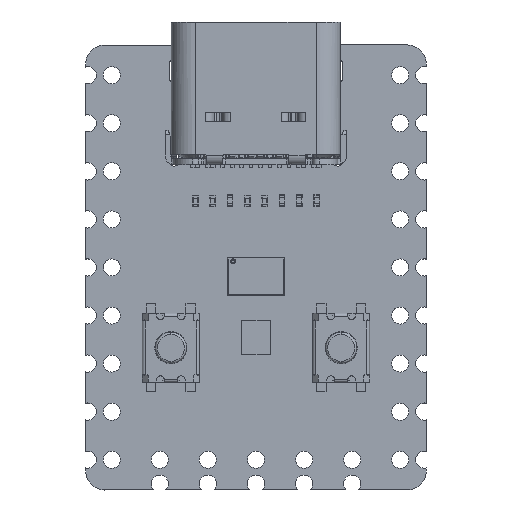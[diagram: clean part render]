
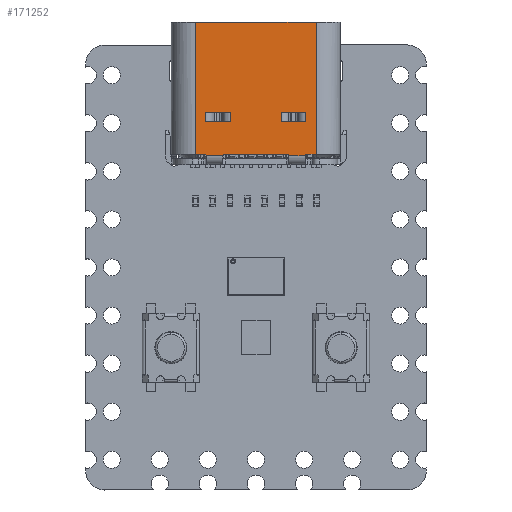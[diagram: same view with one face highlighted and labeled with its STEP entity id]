
A CAD part, top view. The second image highlights one B-rep face of the part: STEP entity #171252.
In plain terms, the highlighted face is planar.
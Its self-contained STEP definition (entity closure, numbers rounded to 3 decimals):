
#162026=DIRECTION('',(0.,0.,1.));
#162027=VECTOR('',#162026,6.98);
#162028=CARTESIAN_POINT('',(19.227,14.75,
-11.314));
#162029=LINE('',#162028,#162027);
#162071=DIRECTION('',(-1.,0.,0.));
#162072=VECTOR('',#162071,6.38);
#162073=CARTESIAN_POINT('',(19.227,14.75,
-4.334));
#162074=LINE('',#162073,#162072);
#163085=DIRECTION('',(1.,0.,0.));
#163086=VECTOR('',#163085,0.44);
#163087=CARTESIAN_POINT('',(18.787,14.75,
-11.314));
#163088=LINE('',#163087,#163086);
#163169=CARTESIAN_POINT('',(18.787,14.75,
-11.464));
#163170=DIRECTION('',(0.,-1.,0.));
#163171=DIRECTION('',(0.,0.,1.));
#163172=AXIS2_PLACEMENT_3D('',#163169,#163170,#163171);
#163174=CARTESIAN_POINT('',(13.287,14.75,
-11.464));
#163175=DIRECTION('',(0.,-1.,0.));
#163176=DIRECTION('',(0.943,0.,0.333));
#163177=AXIS2_PLACEMENT_3D('',#163174,#163175,#163176);
#163179=CARTESIAN_POINT('',(14.437,14.75,
-11.464));
#163180=DIRECTION('',(0.,-1.,0.));
#163181=DIRECTION('',(0.,0.,1.));
#163182=AXIS2_PLACEMENT_3D('',#163179,#163180,#163181);
#163184=CARTESIAN_POINT('',(17.637,14.75,
-11.464));
#163185=DIRECTION('',(0.,-1.,0.));
#163186=DIRECTION('',(0.943,0.,0.333));
#163187=AXIS2_PLACEMENT_3D('',#163184,#163185,#163186);
#163204=DIRECTION('',(1.,0.,0.));
#163205=VECTOR('',#163204,0.867);
#163206=CARTESIAN_POINT('',(17.779,14.75,
-11.414));
#163207=LINE('',#163206,#163205);
#163874=CARTESIAN_POINT('',(14.296,14.75,
-11.414));
#163881=DIRECTION('',(1.,0.,0.));
#163882=VECTOR('',#163881,0.867);
#163883=CARTESIAN_POINT('',(13.429,14.75,
-11.414));
#163884=LINE('',#163883,#163882);
#163907=CARTESIAN_POINT('',(13.429,14.75,
-11.414));
#164311=DIRECTION('',(1.,0.,0.));
#164312=VECTOR('',#164311,0.44);
#164313=CARTESIAN_POINT('',(12.847,14.75,
-11.314));
#164314=LINE('',#164313,#164312);
#164341=DIRECTION('',(0.,0.,-1.));
#164342=VECTOR('',#164341,6.98);
#164343=CARTESIAN_POINT('',(12.847,14.75,
-4.334));
#164344=LINE('',#164343,#164342);
#166333=DIRECTION('',(1.,0.,0.));
#166334=VECTOR('',#166333,3.2);
#166335=CARTESIAN_POINT('',(14.437,14.75,
-11.314));
#166336=LINE('',#166335,#166334);
#166356=DIRECTION('',(-1.,0.,0.));
#166357=VECTOR('',#166356,1.281);
#166358=CARTESIAN_POINT('',(18.677,14.75,
-9.614));
#166359=LINE('',#166358,#166357);
#166381=DIRECTION('',(0.,0.,1.));
#166382=VECTOR('',#166381,0.5);
#166383=CARTESIAN_POINT('',(17.397,14.75,
-9.614));
#166384=LINE('',#166383,#166382);
#166533=DIRECTION('',(0.,0.,-1.));
#166534=VECTOR('',#166533,0.5);
#166535=CARTESIAN_POINT('',(18.677,14.75,
-9.114));
#166536=LINE('',#166535,#166534);
#166541=DIRECTION('',(1.,0.,0.));
#166542=VECTOR('',#166541,1.281);
#166543=CARTESIAN_POINT('',(17.397,14.75,
-9.114));
#166544=LINE('',#166543,#166542);
#166571=DIRECTION('',(0.,0.,-1.));
#166572=VECTOR('',#166571,0.5);
#166573=CARTESIAN_POINT('',(14.677,14.75,
-9.114));
#166574=LINE('',#166573,#166572);
#166579=DIRECTION('',(1.,0.,0.));
#166580=VECTOR('',#166579,1.281);
#166581=CARTESIAN_POINT('',(13.397,14.75,
-9.114));
#166582=LINE('',#166581,#166580);
#166605=DIRECTION('',(0.,0.,1.));
#166606=VECTOR('',#166605,0.5);
#166607=CARTESIAN_POINT('',(13.397,14.75,
-9.614));
#166608=LINE('',#166607,#166606);
#166762=DIRECTION('',(-1.,0.,0.));
#166763=VECTOR('',#166762,1.281);
#166764=CARTESIAN_POINT('',(14.677,14.75,
-9.614));
#166765=LINE('',#166764,#166763);
#168525=CARTESIAN_POINT('',(12.847,14.75,
-11.314));
#168526=CARTESIAN_POINT('',(13.287,14.75,
-11.314));
#168527=VERTEX_POINT('',#168525);
#168528=VERTEX_POINT('',#168526);
#168570=CARTESIAN_POINT('',(18.787,14.75,
-11.314));
#168571=VERTEX_POINT('',#168570);
#168572=CARTESIAN_POINT('',(19.227,14.75,
-11.314));
#168573=VERTEX_POINT('',#168572);
#168604=CARTESIAN_POINT('',(17.779,14.75,
-11.414));
#168605=CARTESIAN_POINT('',(17.637,14.75,
-11.314));
#168606=VERTEX_POINT('',#168604);
#168607=VERTEX_POINT('',#168605);
#168608=CARTESIAN_POINT('',(14.437,14.75,
-11.314));
#168609=VERTEX_POINT('',#168608);
#168610=VERTEX_POINT('',#163874);
#168611=VERTEX_POINT('',#163907);
#168612=CARTESIAN_POINT('',(12.847,14.75,
-4.334));
#168613=VERTEX_POINT('',#168612);
#168614=CARTESIAN_POINT('',(19.227,14.75,
-4.334));
#168615=VERTEX_POINT('',#168614);
#168616=CARTESIAN_POINT('',(18.646,14.75,
-11.414));
#168617=VERTEX_POINT('',#168616);
#168618=CARTESIAN_POINT('',(13.397,14.75,
-9.614));
#168619=VERTEX_POINT('',#168618);
#168620=CARTESIAN_POINT('',(13.397,14.75,
-9.114));
#168621=VERTEX_POINT('',#168620);
#168622=CARTESIAN_POINT('',(14.677,14.75,
-9.614));
#168623=VERTEX_POINT('',#168622);
#168624=CARTESIAN_POINT('',(14.677,14.75,
-9.114));
#168625=VERTEX_POINT('',#168624);
#168626=CARTESIAN_POINT('',(17.397,14.75,
-9.114));
#168627=CARTESIAN_POINT('',(18.677,14.75,
-9.114));
#168628=VERTEX_POINT('',#168626);
#168629=VERTEX_POINT('',#168627);
#168630=CARTESIAN_POINT('',(17.397,14.75,
-9.614));
#168631=VERTEX_POINT('',#168630);
#168632=CARTESIAN_POINT('',(18.677,14.75,
-9.614));
#168633=VERTEX_POINT('',#168632);
#171205=CARTESIAN_POINT('',(11.867,14.75,
-11.664));
#171206=DIRECTION('',(0.,1.,0.));
#171207=DIRECTION('',(0.,0.,-1.));
#171208=AXIS2_PLACEMENT_3D('',#171205,#171206,#171207);
#171209=PLANE('',#171208);
#171211=ORIENTED_EDGE('',*,*,#171210,.F.);
#171212=ORIENTED_EDGE('',*,*,#171113,.T.);
#171213=ORIENTED_EDGE('',*,*,#169601,.T.);
#171214=ORIENTED_EDGE('',*,*,#169638,.T.);
#171216=ORIENTED_EDGE('',*,*,#171215,.T.);
#171218=ORIENTED_EDGE('',*,*,#171217,.T.);
#171220=ORIENTED_EDGE('',*,*,#171219,.F.);
#171222=ORIENTED_EDGE('',*,*,#171221,.T.);
#171224=ORIENTED_EDGE('',*,*,#171223,.F.);
#171226=ORIENTED_EDGE('',*,*,#171225,.T.);
#171227=ORIENTED_EDGE('',*,*,#171191,.F.);
#171229=ORIENTED_EDGE('',*,*,#171228,.T.);
#171230=EDGE_LOOP('',(#171211,#171212,#171213,#171214,#171216,#171218,#171220,
#171222,#171224,#171226,#171227,#171229));
#171231=FACE_OUTER_BOUND('',#171230,.F.);
#171233=ORIENTED_EDGE('',*,*,#171232,.T.);
#171235=ORIENTED_EDGE('',*,*,#171234,.T.);
#171237=ORIENTED_EDGE('',*,*,#171236,.T.);
#171239=ORIENTED_EDGE('',*,*,#171238,.T.);
#171240=EDGE_LOOP('',(#171233,#171235,#171237,#171239));
#171241=FACE_BOUND('',#171240,.F.);
#171243=ORIENTED_EDGE('',*,*,#171242,.T.);
#171245=ORIENTED_EDGE('',*,*,#171244,.T.);
#171247=ORIENTED_EDGE('',*,*,#171246,.T.);
#171249=ORIENTED_EDGE('',*,*,#171248,.T.);
#171250=EDGE_LOOP('',(#171243,#171245,#171247,#171249));
#171251=FACE_BOUND('',#171250,.F.);
#171252=ADVANCED_FACE('',(#171231,#171241,#171251),#171209,.T.);
#163173=CIRCLE('',#163172,0.15);
#163178=CIRCLE('',#163177,0.15);
#163183=CIRCLE('',#163182,0.15);
#163188=CIRCLE('',#163187,0.15);
#169601=EDGE_CURVE('',#168573,#168615,#162029,.T.);
#169638=EDGE_CURVE('',#168615,#168613,#162074,.T.);
#171113=EDGE_CURVE('',#168571,#168573,#163088,.T.);
#171191=EDGE_CURVE('',#168606,#168607,#163188,.T.);
#171210=EDGE_CURVE('',#168571,#168617,#163173,.T.);
#171215=EDGE_CURVE('',#168613,#168527,#164344,.T.);
#171217=EDGE_CURVE('',#168527,#168528,#164314,.T.);
#171219=EDGE_CURVE('',#168611,#168528,#163178,.T.);
#171221=EDGE_CURVE('',#168611,#168610,#163884,.T.);
#171223=EDGE_CURVE('',#168609,#168610,#163183,.T.);
#171225=EDGE_CURVE('',#168609,#168607,#166336,.T.);
#171228=EDGE_CURVE('',#168606,#168617,#163207,.T.);
#171232=EDGE_CURVE('',#168633,#168631,#166359,.T.);
#171234=EDGE_CURVE('',#168631,#168628,#166384,.T.);
#171236=EDGE_CURVE('',#168628,#168629,#166544,.T.);
#171238=EDGE_CURVE('',#168629,#168633,#166536,.T.);
#171242=EDGE_CURVE('',#168625,#168623,#166574,.T.);
#171244=EDGE_CURVE('',#168623,#168619,#166765,.T.);
#171246=EDGE_CURVE('',#168619,#168621,#166608,.T.);
#171248=EDGE_CURVE('',#168621,#168625,#166582,.T.);
